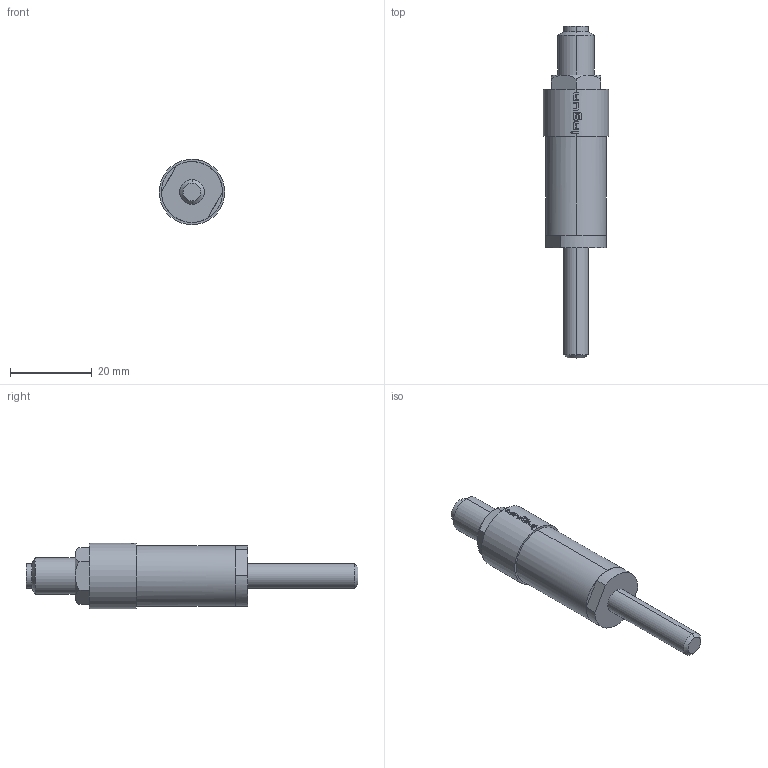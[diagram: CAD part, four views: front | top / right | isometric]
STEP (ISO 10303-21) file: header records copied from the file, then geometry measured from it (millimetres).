
FILE_DESCRIPTION (( 'STEP AP203' ), '1' );
FILE_NAME ('INGUN_HSS-2516.STEP', '2021-01-19T12:16:09', ( '' ), ( '' ), 'SwSTEP 2.0', 'SolidWorks 2018', '' );
FILE_SCHEMA (( 'CONFIG_CONTROL_DESIGN' ));
Length unit declared in the file: millimetre
Products named in the file (1): INGUN_HSS-2516
Bounding box: 16 x 81.21 x 16 mm (x, y, z)
Volume: 8914.9 mm3; surface area: 3194.5 mm2
Topology: 1 solids, 1 shells, 112 faces, 300 edges, 194 vertices
Faces by surface type: plane 54, cylinder 23, bspline 22, cone 11, torus 2
Entity records: 3904 total; most frequent: CARTESIAN_POINT 1209, ORIENTED_EDGE 596, DIRECTION 477, EDGE_CURVE 298, VERTEX_POINT 194, AXIS2_PLACEMENT_3D 186, EDGE_LOOP 118, FACE_OUTER_BOUND 112
